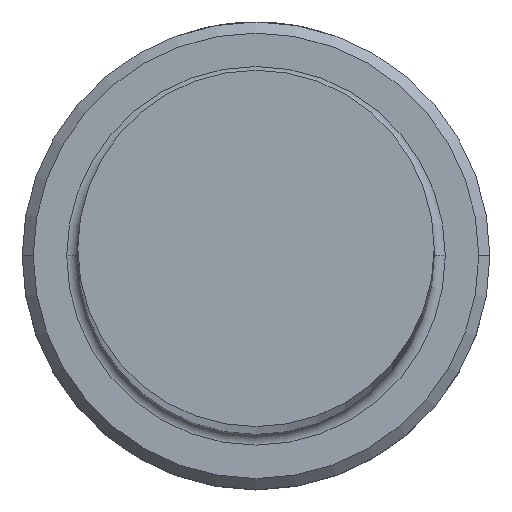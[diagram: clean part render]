
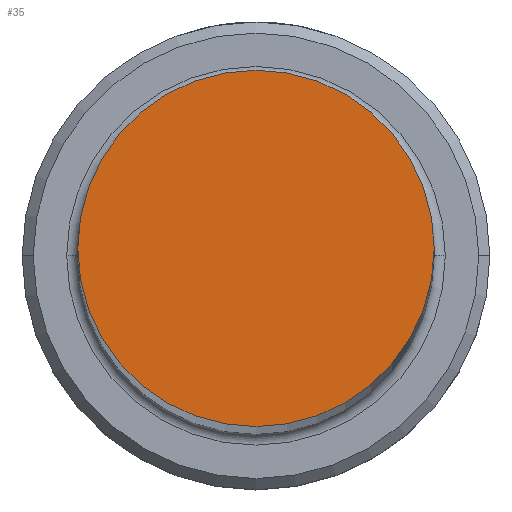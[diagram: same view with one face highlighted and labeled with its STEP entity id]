
A CAD part, top view. The second image highlights one B-rep face of the part: STEP entity #35.
In plain terms, the highlighted planar face has unit normal (0, 0, 1).
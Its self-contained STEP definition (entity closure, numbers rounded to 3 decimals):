
#21 = AXIS2_PLACEMENT_3D ( 'NONE', #517, #1155, #613 ) ;
#35 = ADVANCED_FACE ( 'NONE', ( #274 ), #1169, .T. ) ;
#51 = DIRECTION ( 'NONE',  ( 1., 0., 0. ) ) ;
#105 = VERTEX_POINT ( 'NONE', #573 ) ;
#127 = AXIS2_PLACEMENT_3D ( 'NONE', #1146, #606, #51 ) ;
#189 = VERTEX_POINT ( 'NONE', #1140 ) ;
#274 = FACE_OUTER_BOUND ( 'NONE', #866, .T. ) ;
#426 = CIRCLE ( 'NONE', #21, 8. ) ;
#517 = CARTESIAN_POINT ( 'NONE',  ( 0., 0., 200. ) ) ;
#573 = CARTESIAN_POINT ( 'NONE',  ( 8., 0., 200. ) ) ;
#606 = DIRECTION ( 'NONE',  ( 0., 0., 1. ) ) ;
#613 = DIRECTION ( 'NONE',  ( 1., 0., 0. ) ) ;
#633 = CIRCLE ( 'NONE', #127, 8. ) ;
#696 = ORIENTED_EDGE ( 'NONE', *, *, #1005, .T. ) ;
#743 = AXIS2_PLACEMENT_3D ( 'NONE', #1101, #924, #902 ) ;
#866 = EDGE_LOOP ( 'NONE', ( #696, #1037 ) ) ;
#902 = DIRECTION ( 'NONE',  ( 1., 0., 0. ) ) ;
#924 = DIRECTION ( 'NONE',  ( 0., 0., 1. ) ) ;
#1005 = EDGE_CURVE ( 'NONE', #189, #105, #633, .T. ) ;
#1037 = ORIENTED_EDGE ( 'NONE', *, *, #1187, .T. ) ;
#1101 = CARTESIAN_POINT ( 'NONE',  ( 0., 0., 200. ) ) ;
#1140 = CARTESIAN_POINT ( 'NONE',  ( -8., 0., 200. ) ) ;
#1146 = CARTESIAN_POINT ( 'NONE',  ( 0., 0., 200. ) ) ;
#1155 = DIRECTION ( 'NONE',  ( 0., 0., 1. ) ) ;
#1169 = PLANE ( 'NONE',  #743 ) ;
#1187 = EDGE_CURVE ( 'NONE', #105, #189, #426, .T. ) ;
